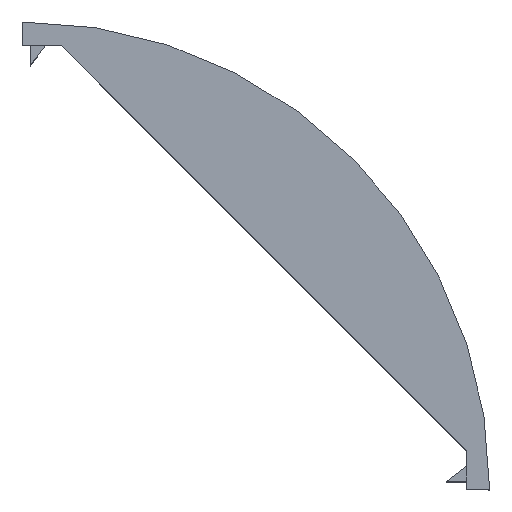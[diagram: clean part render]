
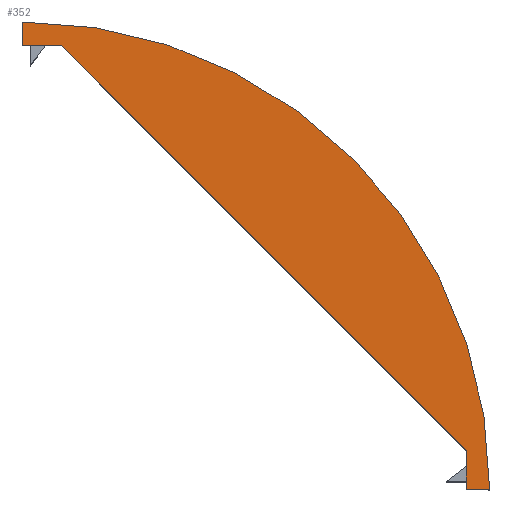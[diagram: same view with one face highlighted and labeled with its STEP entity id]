
A CAD part, top view. The second image highlights one B-rep face of the part: STEP entity #352.
In plain terms, the highlighted planar face has unit normal (0, 0, 1).
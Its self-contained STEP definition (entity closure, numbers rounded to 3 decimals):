
#3 = VECTOR ( 'NONE', #1098, 1000. ) ;
#68 = CARTESIAN_POINT ( 'NONE',  ( 0., 57.352, 55.3 ) ) ;
#73 = CARTESIAN_POINT ( 'NONE',  ( 0.098, 0.098, 55.3 ) ) ;
#90 = CARTESIAN_POINT ( 'NONE',  ( 0., 60.352, 55.3 ) ) ;
#99 = CARTESIAN_POINT ( 'NONE',  ( 0., 60.352, 55.3 ) ) ;
#111 = VERTEX_POINT ( 'NONE', #544 ) ;
#124 = VECTOR ( 'NONE', #361, 1000. ) ;
#131 = CARTESIAN_POINT ( 'NONE',  ( 60.352, 0., 55.3 ) ) ;
#161 = ORIENTED_EDGE ( 'NONE', *, *, #1221, .T. ) ;
#189 = VERTEX_POINT ( 'NONE', #925 ) ;
#244 = VECTOR ( 'NONE', #457, 1000. ) ;
#258 = LINE ( 'NONE', #941, #244 ) ;
#259 = PLANE ( 'NONE',  #344 ) ;
#320 = CARTESIAN_POINT ( 'NONE',  ( 57.352, 0., 55.3 ) ) ;
#333 = EDGE_LOOP ( 'NONE', ( #1261, #161, #817, #830, #974, #838 ) ) ;
#340 = LINE ( 'NONE', #131, #621 ) ;
#344 = AXIS2_PLACEMENT_3D ( 'NONE', #73, #546, #369 ) ;
#352 = ADVANCED_FACE ( 'NONE', ( #581 ), #259, .F. ) ;
#361 = DIRECTION ( 'NONE',  ( 0., -1., 0. ) ) ;
#362 = VERTEX_POINT ( 'NONE', #959 ) ;
#369 = DIRECTION ( 'NONE',  ( -1., 0., 0. ) ) ;
#406 = VERTEX_POINT ( 'NONE', #90 ) ;
#440 = CARTESIAN_POINT ( 'NONE',  ( 5.004, 57.352, 55.3 ) ) ;
#457 = DIRECTION ( 'NONE',  ( 0.707, -0.707, 0. ) ) ;
#544 = CARTESIAN_POINT ( 'NONE',  ( 0., 57.352, 55.3 ) ) ;
#546 = DIRECTION ( 'NONE',  ( 0., 0., -1. ) ) ;
#558 = DIRECTION ( 'NONE',  ( 1., 0., 0. ) ) ;
#581 = FACE_OUTER_BOUND ( 'NONE', #333, .T. ) ;
#621 = VECTOR ( 'NONE', #1180, 1000. ) ;
#640 = DIRECTION ( 'NONE',  ( 0., 0., 1. ) ) ;
#705 = EDGE_CURVE ( 'NONE', #189, #1191, #340, .T. ) ;
#714 = LINE ( 'NONE', #320, #3 ) ;
#733 = VERTEX_POINT ( 'NONE', #440 ) ;
#792 = LINE ( 'NONE', #99, #124 ) ;
#806 = VECTOR ( 'NONE', #558, 1000. ) ;
#817 = ORIENTED_EDGE ( 'NONE', *, *, #1194, .T. ) ;
#829 = EDGE_CURVE ( 'NONE', #1191, #406, #887, .T. ) ;
#830 = ORIENTED_EDGE ( 'NONE', *, *, #884, .T. ) ;
#838 = ORIENTED_EDGE ( 'NONE', *, *, #705, .T. ) ;
#884 = EDGE_CURVE ( 'NONE', #733, #362, #258, .T. ) ;
#887 = CIRCLE ( 'NONE', #1058, 60.254 ) ;
#925 = CARTESIAN_POINT ( 'NONE',  ( 57.352, 0., 55.3 ) ) ;
#936 = EDGE_CURVE ( 'NONE', #362, #189, #714, .T. ) ;
#941 = CARTESIAN_POINT ( 'NONE',  ( 5.004, 57.352, 55.3 ) ) ;
#959 = CARTESIAN_POINT ( 'NONE',  ( 57.352, 5.004, 55.3 ) ) ;
#974 = ORIENTED_EDGE ( 'NONE', *, *, #936, .T. ) ;
#1058 = AXIS2_PLACEMENT_3D ( 'NONE', #1122, #640, #1144 ) ;
#1067 = LINE ( 'NONE', #68, #806 ) ;
#1098 = DIRECTION ( 'NONE',  ( 0., -1., 0. ) ) ;
#1122 = CARTESIAN_POINT ( 'NONE',  ( 0.098, 0.098, 55.3 ) ) ;
#1139 = CARTESIAN_POINT ( 'NONE',  ( 60.352, 0., 55.3 ) ) ;
#1144 = DIRECTION ( 'NONE',  ( -1., 0., 0. ) ) ;
#1180 = DIRECTION ( 'NONE',  ( 1., 0., 0. ) ) ;
#1191 = VERTEX_POINT ( 'NONE', #1139 ) ;
#1194 = EDGE_CURVE ( 'NONE', #111, #733, #1067, .T. ) ;
#1221 = EDGE_CURVE ( 'NONE', #406, #111, #792, .T. ) ;
#1261 = ORIENTED_EDGE ( 'NONE', *, *, #829, .T. ) ;
